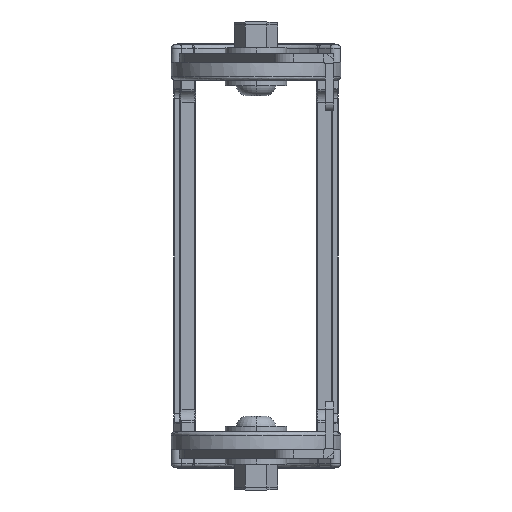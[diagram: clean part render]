
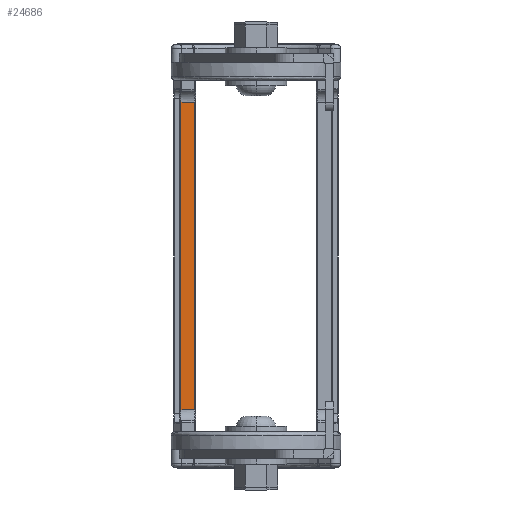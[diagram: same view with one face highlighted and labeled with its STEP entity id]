
A CAD part, left-side view. The second image highlights one B-rep face of the part: STEP entity #24686.
In plain terms, the highlighted planar face has unit normal (-1, 0, 0).
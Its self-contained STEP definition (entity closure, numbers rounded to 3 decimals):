
#788 = VERTEX_POINT ( 'NONE', #11558 ) ;
#1318 = LINE ( 'NONE', #28431, #23244 ) ;
#1746 = EDGE_CURVE ( 'NONE', #788, #30380, #1318, .T. ) ;
#2065 = CARTESIAN_POINT ( 'NONE',  ( -79.8, 98.104, 54.017 ) ) ;
#2276 = AXIS2_PLACEMENT_3D ( 'NONE', #2065, #8983, #44993 ) ;
#3129 = LINE ( 'NONE', #35286, #25624 ) ;
#5413 = FACE_OUTER_BOUND ( 'NONE', #20333, .T. ) ;
#5696 = PLANE ( 'NONE',  #2276 ) ;
#5712 = VECTOR ( 'NONE', #38705, 1000. ) ;
#7449 = VERTEX_POINT ( 'NONE', #40034 ) ;
#8679 = VERTEX_POINT ( 'NONE', #11810 ) ;
#8983 = DIRECTION ( 'NONE',  ( -1., 0., 0. ) ) ;
#9602 = LINE ( 'NONE', #41855, #5712 ) ;
#10659 = ORIENTED_EDGE ( 'NONE', *, *, #1746, .T. ) ;
#11558 = CARTESIAN_POINT ( 'NONE',  ( -79.8, 193.066, 42.547 ) ) ;
#11810 = CARTESIAN_POINT ( 'NONE',  ( -79.8, 197.554, 42.547 ) ) ;
#14121 = ORIENTED_EDGE ( 'NONE', *, *, #14216, .T. ) ;
#14216 = EDGE_CURVE ( 'NONE', #7449, #8679, #9602, .T. ) ;
#17199 = ORIENTED_EDGE ( 'NONE', *, *, #32844, .T. ) ;
#17532 = CARTESIAN_POINT ( 'NONE',  ( -79.8, 193.066, 147.367 ) ) ;
#18768 = CARTESIAN_POINT ( 'NONE',  ( -79.8, 98.104, 42.547 ) ) ;
#20333 = EDGE_LOOP ( 'NONE', ( #14121, #23059, #10659, #17199 ) ) ;
#20694 = VECTOR ( 'NONE', #26463, 1000. ) ;
#23059 = ORIENTED_EDGE ( 'NONE', *, *, #29263, .F. ) ;
#23244 = VECTOR ( 'NONE', #39361, 1000. ) ;
#24686 = ADVANCED_FACE ( 'NONE', ( #5413 ), #5696, .T. ) ;
#25624 = VECTOR ( 'NONE', #38884, 1000. ) ;
#26463 = DIRECTION ( 'NONE',  ( 0., 1., 0. ) ) ;
#28431 = CARTESIAN_POINT ( 'NONE',  ( -79.8, 193.066, 148.367 ) ) ;
#29263 = EDGE_CURVE ( 'NONE', #788, #8679, #44747, .T. ) ;
#30380 = VERTEX_POINT ( 'NONE', #17532 ) ;
#32844 = EDGE_CURVE ( 'NONE', #30380, #7449, #3129, .T. ) ;
#35286 = CARTESIAN_POINT ( 'NONE',  ( -79.8, 98.104, 147.367 ) ) ;
#38705 = DIRECTION ( 'NONE',  ( 0., 0., -1. ) ) ;
#38884 = DIRECTION ( 'NONE',  ( 0., 1., 0. ) ) ;
#39361 = DIRECTION ( 'NONE',  ( 0., 0., 1. ) ) ;
#40034 = CARTESIAN_POINT ( 'NONE',  ( -79.8, 197.554, 147.367 ) ) ;
#41855 = CARTESIAN_POINT ( 'NONE',  ( -79.8, 197.554, 54.017 ) ) ;
#44747 = LINE ( 'NONE', #18768, #20694 ) ;
#44993 = DIRECTION ( 'NONE',  ( 0., 0., 1. ) ) ;
